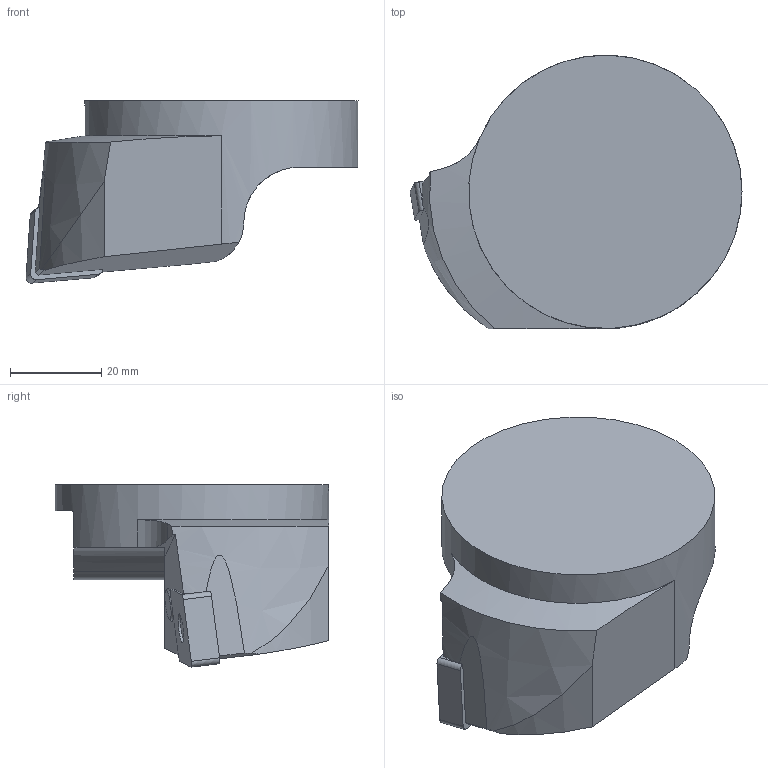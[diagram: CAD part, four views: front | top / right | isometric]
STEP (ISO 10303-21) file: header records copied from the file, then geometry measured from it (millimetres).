
FILE_DESCRIPTION(/* description */ (''),/* implementation_level */ '2;1');
FILE_NAME(/* name */ '1642497814797.stp',/* time_stamp */ '2022-01-18T14:53:54+05:00',/* author */ (''),/* organization */ ('SMS'),/* preprocessor_version */ 'ST-DEVELOPER v16.7',/* originating_system */ 'SIEMENS PLM Software NX 12.0',/* authorisation */ '');
FILE_SCHEMA (('AUTOMOTIVE_DESIGN { 1 0 10303 214 3 1 1 1 }'));
Length unit declared in the file: millimetre
Products named in the file (4): IsoTurningInsert; 203904995mod000_00; ASSEMBLY_CONSTRUCTION; 203904993mod000_00
Assembly tree (3 placements, depth 2):
  203904993mod000_00
    ASSEMBLY_CONSTRUCTION
    203904995mod000_00
    IsoTurningInsert
Bounding box: 72.87 x 60 x 40 mm (x, y, z)
Volume: 74506.2 mm3; surface area: 13192.7 mm2
Topology: 2 solids, 2 shells, 45 faces, 120 edges, 89 vertices
Faces by surface type: plane 26, cylinder 16, cone 3
Full cylindrical faces by diameter (mm): 6.35 x2, 60 x1
Entity records: 1703 total; most frequent: CARTESIAN_POINT 401, DIRECTION 252, ORIENTED_EDGE 224, EDGE_CURVE 112, AXIS2_PLACEMENT_3D 97, VERTEX_POINT 77, LINE 58, VECTOR 58
